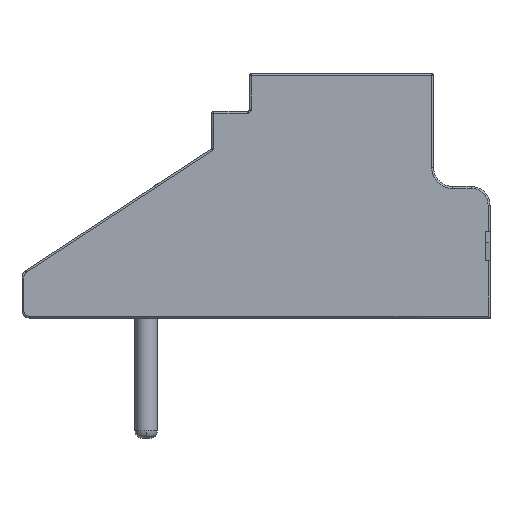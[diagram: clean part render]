
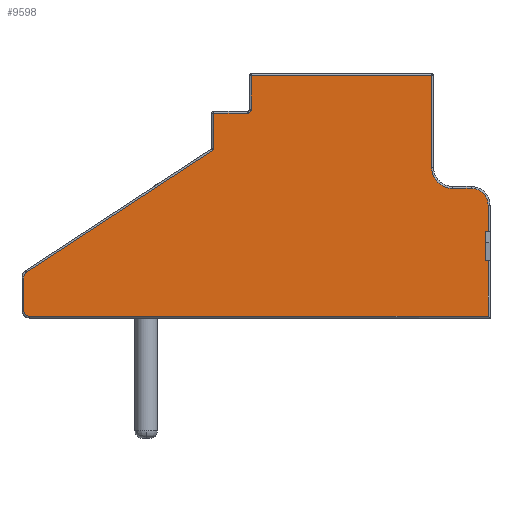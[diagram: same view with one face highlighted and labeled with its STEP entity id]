
A CAD part, left-side view. The second image highlights one B-rep face of the part: STEP entity #9598.
In plain terms, the highlighted planar face has unit normal (-1, 0, 0).
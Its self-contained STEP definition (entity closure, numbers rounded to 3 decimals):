
#462=PLANE('',#10262);
#886=LINE('',#14288,#1816);
#988=LINE('',#14674,#1918);
#989=LINE('',#14675,#1919);
#990=LINE('',#14679,#1920);
#991=LINE('',#14683,#1921);
#992=LINE('',#14685,#1922);
#993=LINE('',#14687,#1923);
#994=LINE('',#14691,#1924);
#995=LINE('',#14693,#1925);
#996=LINE('',#14695,#1926);
#997=LINE('',#14699,#1927);
#998=LINE('',#14703,#1928);
#999=LINE('',#14705,#1929);
#1000=LINE('',#14706,#1930);
#1816=VECTOR('',#11237,1.);
#1918=VECTOR('',#11377,1.);
#1919=VECTOR('',#11378,1.);
#1920=VECTOR('',#11381,1.);
#1921=VECTOR('',#11384,1.);
#1922=VECTOR('',#11385,1.);
#1923=VECTOR('',#11386,1.);
#1924=VECTOR('',#11389,1.);
#1925=VECTOR('',#11390,1.);
#1926=VECTOR('',#11391,1.);
#1927=VECTOR('',#11394,1.);
#1928=VECTOR('',#11397,1.);
#1929=VECTOR('',#11398,1.);
#1930=VECTOR('',#11399,1.);
#2732=FACE_OUTER_BOUND('',#3283,.T.);
#3283=EDGE_LOOP('',(#6728,#6729,#6730,#6731,#6732,#6733,#6734,#6735,#6736,
#6737,#6738,#6739,#6740,#6741,#6742,#6743,#6744,#6745,#6746));
#3857=CIRCLE('',#10263,0.45);
#3858=CIRCLE('',#10264,0.55);
#3859=CIRCLE('',#10265,0.1);
#3860=CIRCLE('',#10266,0.15);
#3861=CIRCLE('',#10267,0.15);
#4253=VERTEX_POINT('',#14284);
#4254=VERTEX_POINT('',#14286);
#4360=VERTEX_POINT('',#14672);
#4361=VERTEX_POINT('',#14673);
#4362=VERTEX_POINT('',#14676);
#4363=VERTEX_POINT('',#14678);
#4364=VERTEX_POINT('',#14680);
#4365=VERTEX_POINT('',#14682);
#4366=VERTEX_POINT('',#14684);
#4367=VERTEX_POINT('',#14686);
#4368=VERTEX_POINT('',#14688);
#4369=VERTEX_POINT('',#14690);
#4370=VERTEX_POINT('',#14692);
#4371=VERTEX_POINT('',#14694);
#4372=VERTEX_POINT('',#14696);
#4373=VERTEX_POINT('',#14698);
#4374=VERTEX_POINT('',#14700);
#4375=VERTEX_POINT('',#14702);
#4376=VERTEX_POINT('',#14704);
#5167=EDGE_CURVE('',#4253,#4254,#886,.T.);
#5287=EDGE_CURVE('',#4360,#4361,#988,.T.);
#5288=EDGE_CURVE('',#4253,#4360,#989,.T.);
#5289=EDGE_CURVE('',#4254,#4362,#3857,.T.);
#5290=EDGE_CURVE('',#4362,#4363,#990,.T.);
#5291=EDGE_CURVE('',#4363,#4364,#3858,.T.);
#5292=EDGE_CURVE('',#4364,#4365,#991,.T.);
#5293=EDGE_CURVE('',#4365,#4366,#992,.T.);
#5294=EDGE_CURVE('',#4366,#4367,#993,.T.);
#5295=EDGE_CURVE('',#4368,#4367,#3859,.T.);
#5296=EDGE_CURVE('',#4368,#4369,#994,.T.);
#5297=EDGE_CURVE('',#4369,#4370,#995,.T.);
#5298=EDGE_CURVE('',#4370,#4371,#996,.T.);
#5299=EDGE_CURVE('',#4372,#4371,#3860,.T.);
#5300=EDGE_CURVE('',#4372,#4373,#997,.T.);
#5301=EDGE_CURVE('',#4374,#4373,#3861,.T.);
#5302=EDGE_CURVE('',#4374,#4375,#998,.T.);
#5303=EDGE_CURVE('',#4375,#4376,#999,.T.);
#5304=EDGE_CURVE('',#4361,#4376,#1000,.T.);
#6728=ORIENTED_EDGE('',*,*,#5287,.F.);
#6729=ORIENTED_EDGE('',*,*,#5288,.F.);
#6730=ORIENTED_EDGE('',*,*,#5167,.T.);
#6731=ORIENTED_EDGE('',*,*,#5289,.T.);
#6732=ORIENTED_EDGE('',*,*,#5290,.T.);
#6733=ORIENTED_EDGE('',*,*,#5291,.T.);
#6734=ORIENTED_EDGE('',*,*,#5292,.T.);
#6735=ORIENTED_EDGE('',*,*,#5293,.T.);
#6736=ORIENTED_EDGE('',*,*,#5294,.T.);
#6737=ORIENTED_EDGE('',*,*,#5295,.F.);
#6738=ORIENTED_EDGE('',*,*,#5296,.T.);
#6739=ORIENTED_EDGE('',*,*,#5297,.T.);
#6740=ORIENTED_EDGE('',*,*,#5298,.T.);
#6741=ORIENTED_EDGE('',*,*,#5299,.F.);
#6742=ORIENTED_EDGE('',*,*,#5300,.T.);
#6743=ORIENTED_EDGE('',*,*,#5301,.F.);
#6744=ORIENTED_EDGE('',*,*,#5302,.T.);
#6745=ORIENTED_EDGE('',*,*,#5303,.T.);
#6746=ORIENTED_EDGE('',*,*,#5304,.F.);
#9598=ADVANCED_FACE('',(#2732),#462,.F.);
#10262=AXIS2_PLACEMENT_3D('',#14671,#11375,#11376);
#10263=AXIS2_PLACEMENT_3D('',#14677,#11379,#11380);
#10264=AXIS2_PLACEMENT_3D('',#14681,#11382,#11383);
#10265=AXIS2_PLACEMENT_3D('',#14689,#11387,#11388);
#10266=AXIS2_PLACEMENT_3D('',#14697,#11392,#11393);
#10267=AXIS2_PLACEMENT_3D('',#14701,#11395,#11396);
#11237=DIRECTION('',(0.,0.,1.));
#11375=DIRECTION('center_axis',(1.,0.,0.));
#11376=DIRECTION('ref_axis',(0.,0.,1.));
#11377=DIRECTION('',(0.,0.,-1.));
#11378=DIRECTION('',(0.,1.,0.));
#11379=DIRECTION('center_axis',(-1.,0.,0.));
#11380=DIRECTION('ref_axis',(0.,0.,1.));
#11381=DIRECTION('',(0.,1.,0.));
#11382=DIRECTION('center_axis',(1.,0.,0.));
#11383=DIRECTION('ref_axis',(0.,0.,1.));
#11384=DIRECTION('',(0.,0.,1.));
#11385=DIRECTION('',(0.,1.,0.));
#11386=DIRECTION('',(0.,0.,-1.));
#11387=DIRECTION('center_axis',(-1.,0.,0.));
#11388=DIRECTION('ref_axis',(0.,0.,1.));
#11389=DIRECTION('',(0.,1.,0.));
#11390=DIRECTION('',(0.,0.,-1.));
#11391=DIRECTION('',(0.,0.837,-0.547));
#11392=DIRECTION('center_axis',(1.,0.,0.));
#11393=DIRECTION('ref_axis',(0.,0.,1.));
#11394=DIRECTION('',(0.,0.,-1.));
#11395=DIRECTION('center_axis',(1.,0.,0.));
#11396=DIRECTION('ref_axis',(0.,0.,1.));
#11397=DIRECTION('',(0.,-1.,0.));
#11398=DIRECTION('',(0.,0.,1.));
#11399=DIRECTION('',(0.,-1.,0.));
#14284=CARTESIAN_POINT('',(-5.07,-9.12,-8.494));
#14286=CARTESIAN_POINT('',(-5.07,-9.12,-7.796));
#14288=CARTESIAN_POINT('',(-5.07,-9.12,-4.296));
#14671=CARTESIAN_POINT('Origin',(-5.07,3.276,-4.296));
#14672=CARTESIAN_POINT('',(-5.07,-9.051,-8.494));
#14673=CARTESIAN_POINT('',(-5.07,-9.051,-9.271));
#14674=CARTESIAN_POINT('',(-5.07,-9.051,-8.494));
#14675=CARTESIAN_POINT('',(-5.07,-9.17,-8.494));
#14676=CARTESIAN_POINT('',(-5.07,-8.67,-7.346));
#14677=CARTESIAN_POINT('Origin',(-5.07,-8.67,-7.796));
#14678=CARTESIAN_POINT('',(-5.07,-8.17,-7.346));
#14679=CARTESIAN_POINT('',(-5.07,-8.17,-7.346));
#14680=CARTESIAN_POINT('',(-5.07,-7.62,-6.796));
#14681=CARTESIAN_POINT('Origin',(-5.07,-8.17,-6.796));
#14682=CARTESIAN_POINT('',(-5.07,-7.62,-4.346));
#14683=CARTESIAN_POINT('',(-5.07,-7.62,-4.296));
#14684=CARTESIAN_POINT('',(-5.07,-2.82,-4.346));
#14685=CARTESIAN_POINT('',(-5.07,-2.77,-4.346));
#14686=CARTESIAN_POINT('',(-5.07,-2.82,-5.246));
#14687=CARTESIAN_POINT('',(-5.07,-2.82,-4.296));
#14688=CARTESIAN_POINT('',(-5.07,-2.72,-5.346));
#14689=CARTESIAN_POINT('Origin',(-5.07,-2.72,-5.246));
#14690=CARTESIAN_POINT('',(-5.07,-1.82,-5.346));
#14691=CARTESIAN_POINT('',(-5.07,3.276,-5.346));
#14692=CARTESIAN_POINT('',(-5.07,-1.82,-6.323));
#14693=CARTESIAN_POINT('',(-5.07,-1.82,-4.296));
#14694=CARTESIAN_POINT('',(-5.07,3.158,-9.579));
#14695=CARTESIAN_POINT('',(-5.07,0.821,-8.05));
#14696=CARTESIAN_POINT('',(-5.07,3.226,-9.704));
#14697=CARTESIAN_POINT('Origin',(-5.07,3.076,-9.704));
#14698=CARTESIAN_POINT('',(-5.07,3.226,-10.596));
#14699=CARTESIAN_POINT('',(-5.07,3.226,-4.296));
#14700=CARTESIAN_POINT('',(-5.07,3.076,-10.746));
#14701=CARTESIAN_POINT('Origin',(-5.07,3.076,-10.596));
#14702=CARTESIAN_POINT('',(-5.07,-9.12,-10.746));
#14703=CARTESIAN_POINT('',(-5.07,3.276,-10.746));
#14704=CARTESIAN_POINT('',(-5.07,-9.12,-9.271));
#14705=CARTESIAN_POINT('',(-5.07,-9.12,-4.296));
#14706=CARTESIAN_POINT('',(-5.07,-9.17,-9.271));
